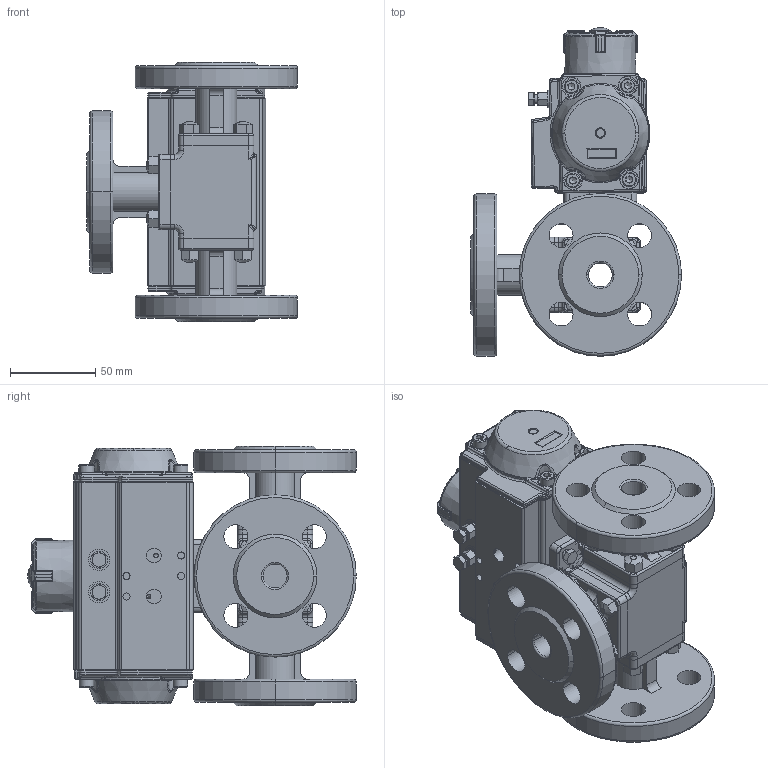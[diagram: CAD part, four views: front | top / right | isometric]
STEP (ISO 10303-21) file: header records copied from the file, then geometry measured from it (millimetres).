
FILE_DESCRIPTION(/* description */ ('Unknown'),/* implementation_level */ '2;1');
FILE_NAME(/* name */ 'PD02 9342_9343-04',/* time_stamp */ '2025-03-21T08:07:44+01:00',/* author */ ('Unknown'),/* organization */ ('Unknown'),/* preprocessor_version */ 'ST-DEVELOPER v19.4',/* originating_system */ 'Solid Edge',/* authorisation */ 'Unknown');
FILE_SCHEMA (('AUTOMOTIVE_DESIGN {1 0 10303 214 3 1 1}'));
Products named in the file (23): PD02 9342_9343-04; 9342_9343-04; 概极; 概裔; 概裝; NUT  M14 GB _GB_FASTENER_NUT_STNAB M14-C; Nut Stopper; 蟈諉蹟邡; PD02_PE01; vt50-2016-06-25; hex bolt gradeab_din_ISO 4014 - M5 x 25 x 16-N; huosai50; vt50-2016-06-25 _______MIR; zhou50; VTE50____; plain washers-n series-grade a gb_GB_FASTENER_WASHER_PWNA 5; hex nut gradec_din_Hexagon Nut ISO 4034 - M5 - N; Optische Anzeige; ______; ________(___________; cup head nib bolts with large head gb_GB_FASTENER_BOLT_CHNBW M6X25-N; socket head cap screw_din_DIN 912 M5 x 16 --- 16N; DIN 933 M5x14 A2-70 BLK_EDST
Assembly tree (52 placements, depth 4):
  PD02 9342_9343-04
    9342_9343-04
      概极
      概裔  x3
      概裝
      NUT  M14 GB _GB_FASTENER_NUT_STNAB M14-C
      Nut Stopper
      蟈諉蹟邡  x12
    PD02_PE01
      vt50-2016-06-25
      hex bolt gradeab_din_ISO 4014 - M5 x 25 x 16-N  x2
      huosai50  x2
      vt50-2016-06-25 _______MIR
      zhou50
      VTE50____
      plain washers-n series-grade a gb_GB_FASTENER_WASHER_PWNA 5  x2
      hex nut gradec_din_Hexagon Nut ISO 4034 - M5 - N  x2
      Optische Anzeige
        ______
        ________(___________  x4
        cup head nib bolts with large head gb_GB_FASTENER_BOLT_CHNBW M6X25-N
      socket head cap screw_din_DIN 912 M5 x 16 --- 16N  x8
    DIN 933 M5x14 A2-70 BLK_EDST  x4
Bounding box: 123.5 x 192.31 x 152 mm (x, y, z)
Volume: 826211.8 mm3; surface area: 273239.8 mm2
Topology: 49 solids, 49 shells, 3434 faces, 8504 edges, 5304 vertices
Faces by surface type: plane 1286, cylinder 1013, bspline 459, torus 349, cone 298, sphere 29
Full cylindrical faces by diameter (mm): 2.5 x2, 3 x16, 3.3 x8, 4.134 x20, 4.2 x2, 4.66 x1, 4.917 x7, 5 x16, 5.3 x2, 5.5 x1, 6 x1, 6.2 x1, 8 x6, 8.5 x8, 8.566 x2, 10 x4, 11 x1, 11.4 x1, 12 x2, 12.5 x2, 12.9 x1, 13 x12, 13.5 x2, 14 x5, 16.5 x2, 21.2 x1, 21.4 x1, 22.5 x1, 25 x4, 38.5 x1
Entity records: 87072 total; most frequent: CARTESIAN_POINT 34453, ORIENTED_EDGE 11126, DIRECTION 9743, EDGE_CURVE 5563, AXIS2_PLACEMENT_3D 3690, VERTEX_POINT 3674, FACE_BOUND 2851, EDGE_LOOP 2830
